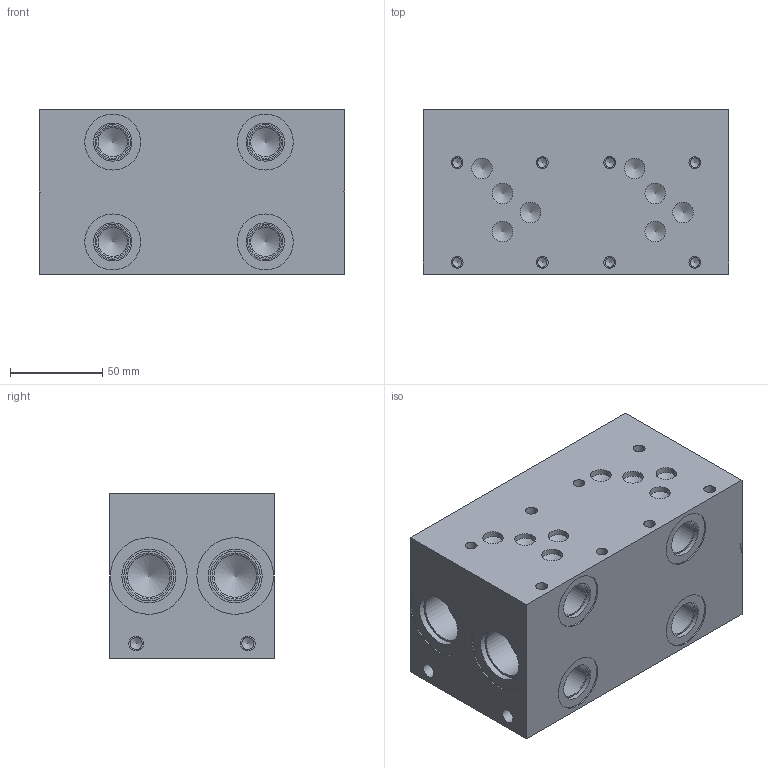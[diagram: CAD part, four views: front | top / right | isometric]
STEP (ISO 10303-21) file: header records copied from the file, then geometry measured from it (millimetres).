
FILE_DESCRIPTION((''),'2;1');
FILE_NAME('AD05P023S_PA.stp','2012-08-07T10:11:49',('juliea'),(''),'Autodesk Inventor 2012','Autodesk Inventor 2012','');
FILE_SCHEMA(('AUTOMOTIVE_DESIGN { 1 0 10303 214 1 1 1 1 }'));
Length unit declared in the file: millimetre
Products named in the file (1): AD05P023S_PA_3D
Bounding box: 165.1 x 88.9 x 88.9 mm (x, y, z)
Volume: 1146077.4 mm3; surface area: 105713.3 mm2
Topology: 1 solids, 1 shells, 150 faces, 292 edges, 180 vertices
Faces by surface type: cylinder 72, plane 42, cone 36
Full cylindrical faces by diameter (mm): 5.105 x8, 6.35 x8, 6.528 x4, 7.95 x4, 11.125 x8, 15.875 x4, 17.501 x4, 19.05 x4, 20.599 x4, 23.012 x4, 24.917 x4, 26.988 x4, 29.21 x4, 30.251 x4, 41.453 x4
Entity records: 3062 total; most frequent: DIRECTION 602, CARTESIAN_POINT 459, ORIENTED_EDGE 312, AXIS2_PLACEMENT_3D 295, EDGE_LOOP 294, EDGE_CURVE 156, VERTEX_POINT 152, FACE_OUTER_BOUND 150
